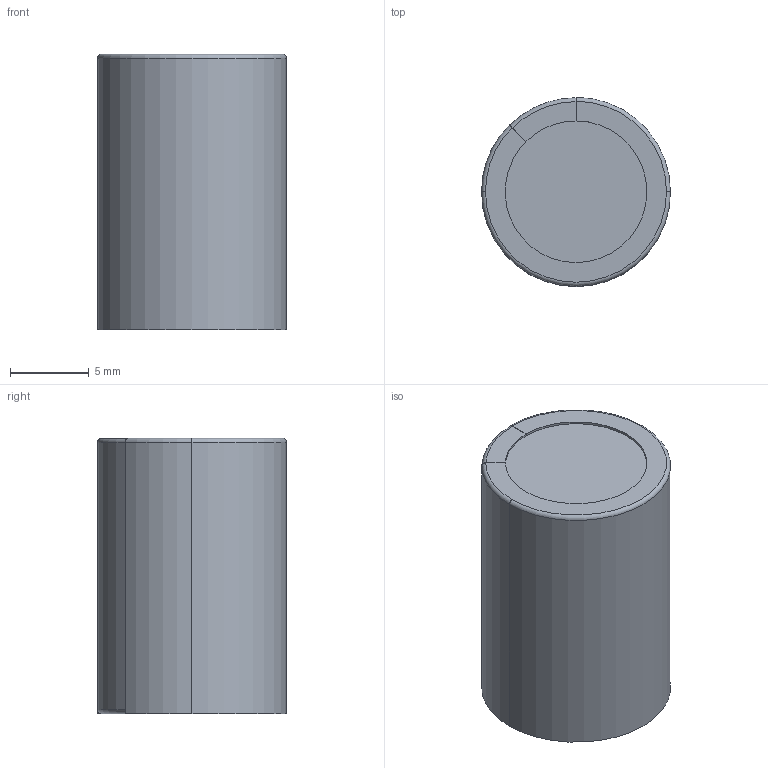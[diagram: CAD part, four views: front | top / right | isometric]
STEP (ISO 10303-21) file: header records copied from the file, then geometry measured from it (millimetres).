
FILE_DESCRIPTION(('produced by SPATIAL CORP'),'2;1');
FILE_NAME( 'cap22uf.prt.hh.sat.stp' ,'2002-04-19T14:09:03+00:00',('SPATIAL CORP'),('SPATIAL CORP'), 'ACIS STEP Husk','http://www.spatial.com','SPATIAL CORP');
FILE_SCHEMA(('CONFIG_CONTROL_DESIGN'));
Length unit declared in the file: millimetre
Products named in the file (1): PRODUCT_ID_1
Bounding box: 12 x 12 x 17.5 mm (x, y, z)
Volume: 1966.9 mm3; surface area: 885.8 mm2
Topology: 1 solids, 1 shells, 18 faces, 44 edges, 28 vertices
Faces by surface type: cylinder 7, plane 6, torus 5
Entity records: 573 total; most frequent: ORIENTED_EDGE 88, DIRECTION 85, CARTESIAN_POINT 79, EDGE_CURVE 44, AXIS2_PLACEMENT_3D 34, VERTEX_POINT 28, CIRCLE 21, EDGE_LOOP 18
